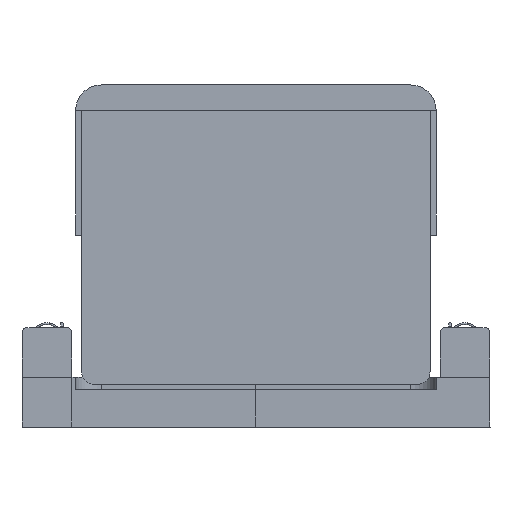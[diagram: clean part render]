
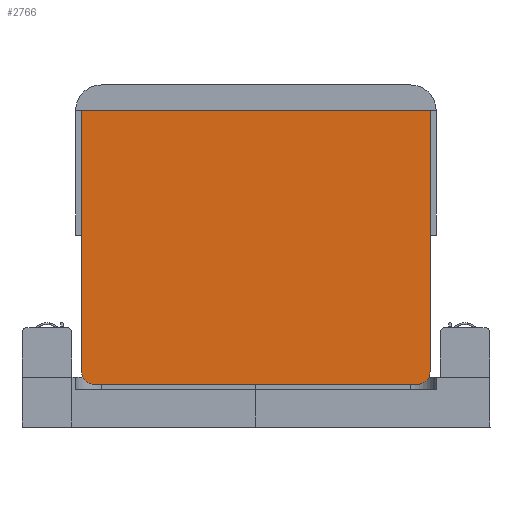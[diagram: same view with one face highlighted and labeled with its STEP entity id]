
A CAD part, front view. The second image highlights one B-rep face of the part: STEP entity #2766.
In plain terms, the highlighted planar face has unit normal (0, -1, 0).
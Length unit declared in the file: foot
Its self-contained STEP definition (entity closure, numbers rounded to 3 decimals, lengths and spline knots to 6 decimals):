
#194=FACE_OUTER_BOUND('',#365,.T.);
#365=EDGE_LOOP('',(#2054,#2055,#2056,#2057,#2058,#2059));
#542=LINE('',#4677,#827);
#552=LINE('',#4704,#837);
#556=LINE('',#4717,#841);
#557=LINE('',#4746,#842);
#827=VECTOR('',#3392,0.032808);
#837=VECTOR('',#3418,0.032808);
#841=VECTOR('',#3428,0.032808);
#842=VECTOR('',#3449,0.032808);
#1089=CIRCLE('',#2992,0.25);
#1094=CIRCLE('',#2999,0.25);
#1211=VERTEX_POINT('',#4673);
#1213=VERTEX_POINT('',#4676);
#1221=VERTEX_POINT('',#4700);
#1222=VERTEX_POINT('',#4702);
#1224=VERTEX_POINT('',#4707);
#1228=VERTEX_POINT('',#4715);
#1508=EDGE_CURVE('',#1211,#1213,#542,.T.);
#1522=EDGE_CURVE('',#1222,#1221,#552,.T.);
#1528=EDGE_CURVE('',#1228,#1224,#556,.T.);
#1529=EDGE_CURVE('',#1224,#1211,#1089,.T.);
#1534=EDGE_CURVE('',#1221,#1228,#1094,.T.);
#1535=EDGE_CURVE('',#1213,#1222,#557,.T.);
#2054=ORIENTED_EDGE('',*,*,#1535,.F.);
#2055=ORIENTED_EDGE('',*,*,#1508,.F.);
#2056=ORIENTED_EDGE('',*,*,#1529,.F.);
#2057=ORIENTED_EDGE('',*,*,#1528,.F.);
#2058=ORIENTED_EDGE('',*,*,#1534,.F.);
#2059=ORIENTED_EDGE('',*,*,#1522,.F.);
#2622=PLANE('',#3000);
#2766=ADVANCED_FACE('',(#194),#2622,.F.);
#2992=AXIS2_PLACEMENT_3D('',#4719,#3431,#3432);
#2999=AXIS2_PLACEMENT_3D('',#4744,#3445,#3446);
#3000=AXIS2_PLACEMENT_3D('',#4745,#3447,#3448);
#3392=DIRECTION('',(0.,0.,1.));
#3418=DIRECTION('',(0.,0.,-1.));
#3428=DIRECTION('',(-1.,0.,0.));
#3431=DIRECTION('center_axis',(0.,1.,0.));
#3432=DIRECTION('ref_axis',(-0.707,0.,-0.707));
#3445=DIRECTION('center_axis',(0.,1.,0.));
#3446=DIRECTION('ref_axis',(0.707,0.,-0.707));
#3447=DIRECTION('center_axis',(0.,1.,0.));
#3448=DIRECTION('ref_axis',(1.,0.,0.));
#3449=DIRECTION('',(1.,0.,0.));
#4673=CARTESIAN_POINT('',(-9.154701,12.,15.370508));
#4676=CARTESIAN_POINT('',(-9.154701,12.,20.620508));
#4677=CARTESIAN_POINT('',(-9.154701,12.,15.120508));
#4700=CARTESIAN_POINT('',(-2.154701,12.,15.370508));
#4702=CARTESIAN_POINT('',(-2.154701,12.,20.620508));
#4704=CARTESIAN_POINT('',(-2.154701,12.,20.620508));
#4707=CARTESIAN_POINT('',(-8.904701,12.,15.120508));
#4715=CARTESIAN_POINT('',(-2.404701,12.,15.120508));
#4717=CARTESIAN_POINT('',(-2.154701,12.,15.120508));
#4719=CARTESIAN_POINT('Origin',(-8.904701,12.,15.370508));
#4744=CARTESIAN_POINT('Origin',(-2.404701,12.,15.370508));
#4745=CARTESIAN_POINT('Origin',(-5.654701,12.,18.120508));
#4746=CARTESIAN_POINT('',(-5.654701,12.,20.620508));
